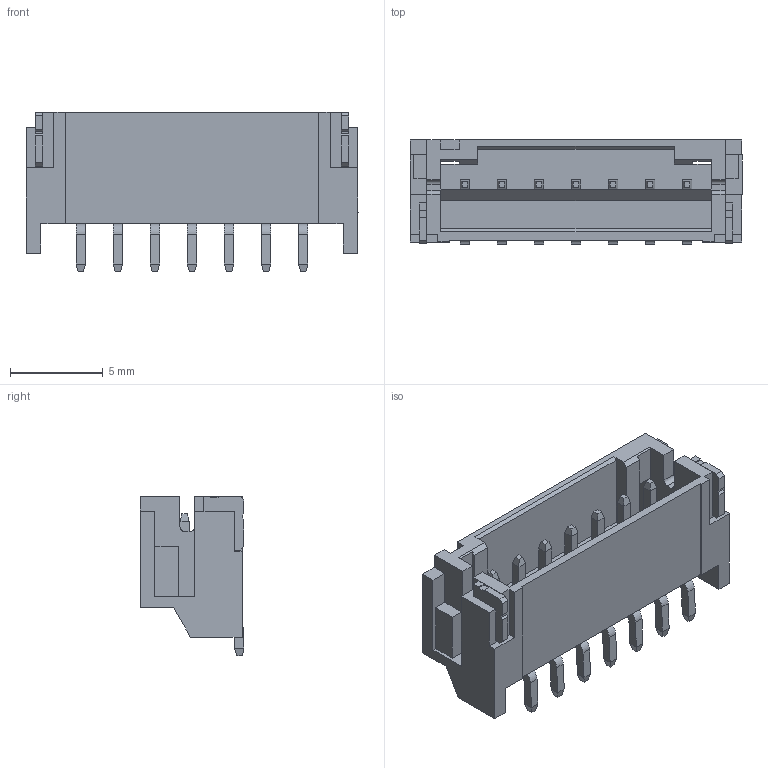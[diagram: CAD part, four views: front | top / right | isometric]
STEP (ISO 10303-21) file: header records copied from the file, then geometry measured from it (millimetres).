
FILE_DESCRIPTION (( 'STEP AP214' ), '1' );
FILE_NAME ('SxBwhite7.STEP', '2023-10-23T15:29:04', ( '' ), ( '' ), 'SwSTEP 2.0', 'SolidWorks 2021', '' );
FILE_SCHEMA (( 'AUTOMOTIVE_DESIGN' ));
Length unit declared in the file: millimetre
Products named in the file (2): SxBwhite7; SxB-PH-SM4-TB white_7
Assembly tree (1 placements, depth 2):
  SxBwhite7
    SxB-PH-SM4-TB white_7
Bounding box: 17.9 x 5.6 x 8.6 mm (x, y, z)
Volume: 300.8 mm3; surface area: 911.1 mm2
Topology: 10 solids, 10 shells, 291 faces, 767 edges, 492 vertices
Faces by surface type: plane 266, cylinder 25
Entity records: 8950 total; most frequent: CARTESIAN_POINT 1554, ORIENTED_EDGE 1534, DIRECTION 1407, EDGE_CURVE 767, VECTOR 717, LINE 717, VERTEX_POINT 492, AXIS2_PLACEMENT_3D 345
